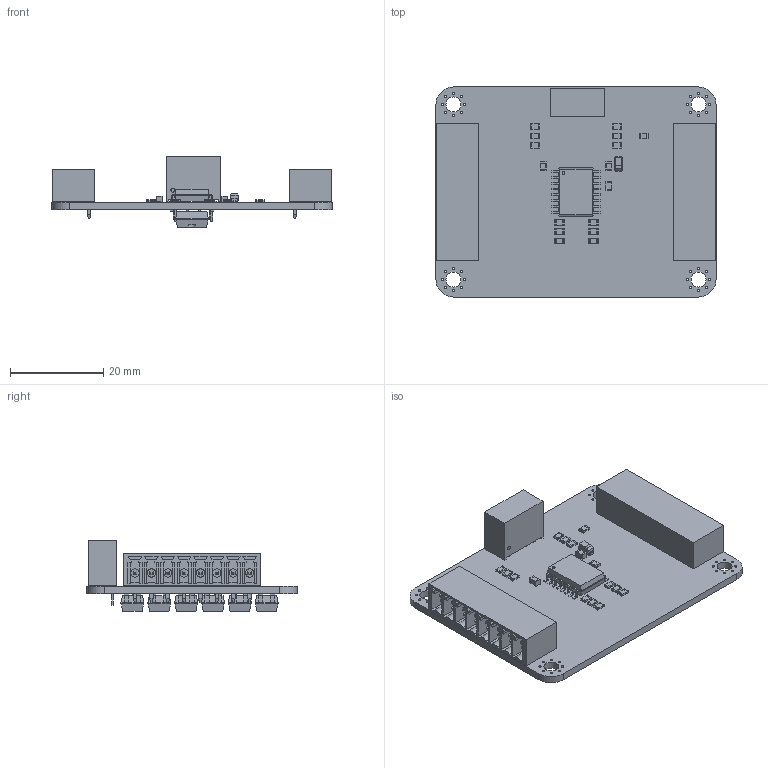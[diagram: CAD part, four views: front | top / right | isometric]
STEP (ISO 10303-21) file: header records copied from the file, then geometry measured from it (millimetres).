
FILE_DESCRIPTION(('KiCad electronic assembly'),'2;1');
FILE_NAME('IoTGW_Isolation.step','2025-01-23T22:50:23',('Pcbnew'),( 'Kicad'),'Open CASCADE STEP processor 7.7','KiCad to STEP converter' ,'Unknown');
FILE_SCHEMA(('AUTOMOTIVE_DESIGN { 1 0 10303 214 1 1 1 1 }'));
Length unit declared in the file: millimetre
Products named in the file (18): IoTGW_Isolation 1; R_0805_2012Metric; TEA 1-0505; Fuse_0805_2012Metric; CP_EIA-3216-18_Kemet-A; CP_EIA_3216_18_Kemet_A; SOIC-16W_7.5x10.3mm_P1.27mm; SOIC_16W_75x103mm_P127mm; C_0805_2012Metric; 395021008_8pin; 395021008; SMDIP-4_W9.53mm; SMDIP_4_W953mm; IoTGW_Isolation_PCB
Assembly tree (36 placements, depth 3):
  IoTGW_Isolation 1
    R_0805_2012Metric  x13
      R_0805_2012Metric
    TEA 1-0505
      TEA 1-0505
    Fuse_0805_2012Metric
      Fuse_0805_2012Metric
    CP_EIA-3216-18_Kemet-A
      CP_EIA_3216_18_Kemet_A
    SOIC-16W_7.5x10.3mm_P1.27mm
      SOIC_16W_75x103mm_P127mm
    C_0805_2012Metric  x2
      C_0805_2012Metric
    395021008_8pin  x2
      395021008
    SMDIP-4_W9.53mm  x6
      SMDIP_4_W953mm
    IoTGW_Isolation_PCB
Bounding box: 60 x 45 x 15.03 mm (x, y, z)
Volume: 7553.8 mm3; surface area: 13207.6 mm2
Topology: 33 solids, 33 shells, 2005 faces, 5169 edges, 3350 vertices
Faces by surface type: plane 1416, cylinder 420, bspline 169
Full cylindrical faces by diameter (mm): 0.5 x32, 0.6 x1, 1 x4, 1.2 x16, 3.2 x4
Entity records: 32817 total; most frequent: CARTESIAN_POINT 6297, ORIENTED_EDGE 4722, DIRECTION 4506, EDGE_CURVE 2361, LINE 1884, VECTOR 1884, VERTEX_POINT 1508, AXIS2_PLACEMENT_3D 1311
